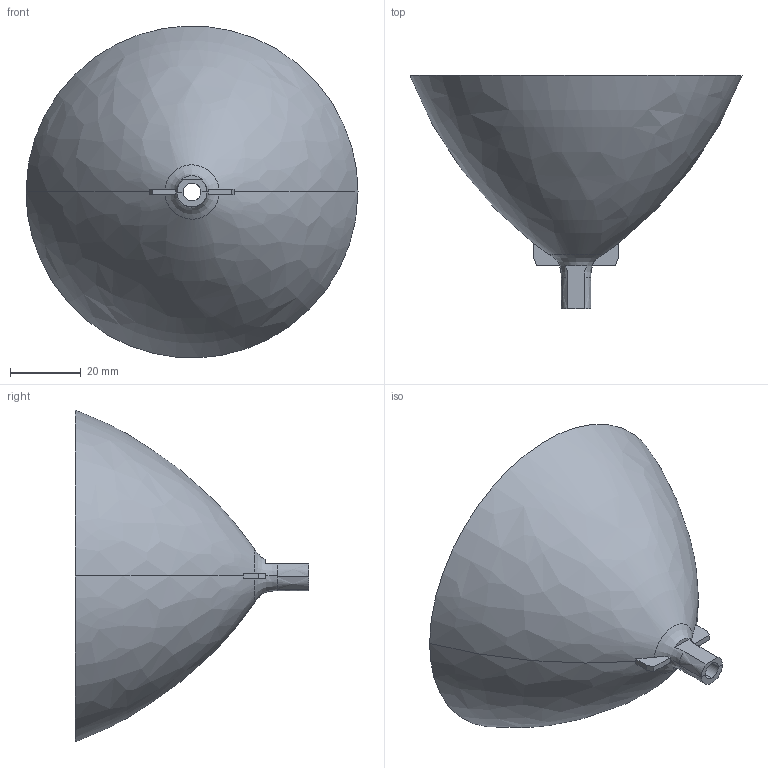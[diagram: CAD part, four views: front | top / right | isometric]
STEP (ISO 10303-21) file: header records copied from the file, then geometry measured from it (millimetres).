
FILE_DESCRIPTION(/* description */ (''),/* implementation_level */ '2;1');
FILE_NAME(/* name */ 'baloon_cover',/* time_stamp */ '2024-11-05T19:46:41+03:00',/* author */ (''),/* organization */ (''),/* preprocessor_version */ 'ST-DEVELOPER v16.5',/* originating_system */ 'Rhino 7.23',/* authorisation */ '');
FILE_SCHEMA (('CONFIG_CONTROL_DESIGN'));
Length unit declared in the file: millimetre
Products named in the file (1): Document
Bounding box: 94 x 66.03 x 93.92 mm (x, y, z)
Volume: 17048.2 mm3; surface area: 25257.5 mm2
Topology: 1 solids, 1 shells, 48 faces, 129 edges, 81 vertices
Faces by surface type: bspline 26, plane 22
Entity records: 1800 total; most frequent: CARTESIAN_POINT 966, ORIENTED_EDGE 258, EDGE_CURVE 129, VERTEX_POINT 81, B_SPLINE_CURVE_WITH_KNOTS 64, ADVANCED_FACE 48, FACE_OUTER_BOUND 48, EDGE_LOOP 48
